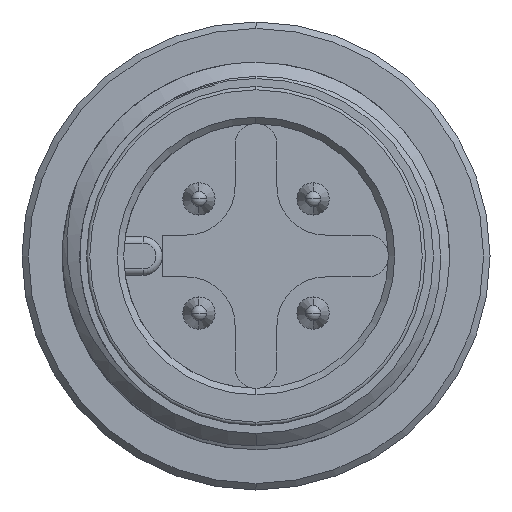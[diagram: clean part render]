
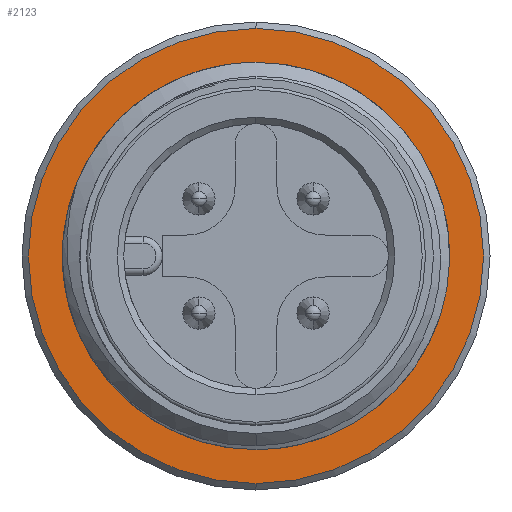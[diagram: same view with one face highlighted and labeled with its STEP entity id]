
A CAD part, left-side view. The second image highlights one B-rep face of the part: STEP entity #2123.
In plain terms, the highlighted planar face has unit normal (-1, 0, 0).
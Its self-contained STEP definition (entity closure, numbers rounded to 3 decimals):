
#7 = DIRECTION ( 'NONE',  ( 0., 0., -1. ) ) ;
#64 = DIRECTION ( 'NONE',  ( 0., 0., 1. ) ) ;
#220 = DIRECTION ( 'NONE',  ( -1., 0., 0. ) ) ;
#618 = DIRECTION ( 'NONE',  ( -1., 0., 0. ) ) ;
#946 = AXIS2_PLACEMENT_3D ( 'NONE', #4173, #5123, #7 ) ;
#1020 = FACE_BOUND ( 'NONE', #5005, .T. ) ;
#1110 = ORIENTED_EDGE ( 'NONE', *, *, #3609, .T. ) ;
#1166 = EDGE_CURVE ( 'NONE', #5973, #2997, #2094, .T. ) ;
#1199 = DIRECTION ( 'NONE',  ( -1., 0., 0. ) ) ;
#1344 = PLANE ( 'NONE',  #946 ) ;
#1448 = CARTESIAN_POINT ( 'NONE',  ( 7.3, 0., 7.05 ) ) ;
#1468 = FACE_OUTER_BOUND ( 'NONE', #4108, .T. ) ;
#1643 = CARTESIAN_POINT ( 'NONE',  ( 7.3, 0., 0. ) ) ;
#2094 = CIRCLE ( 'NONE', #2782, 6. ) ;
#2123 = ADVANCED_FACE ( 'NONE', ( #1468, #1020 ), #1344, .F. ) ;
#2255 = VERTEX_POINT ( 'NONE', #5260 ) ;
#2436 = EDGE_CURVE ( 'NONE', #5578, #2255, #5305, .T. ) ;
#2574 = ORIENTED_EDGE ( 'NONE', *, *, #2436, .T. ) ;
#2577 = CARTESIAN_POINT ( 'NONE',  ( 7.3, 0., 0. ) ) ;
#2604 = DIRECTION ( 'NONE',  ( -1., 0., 0. ) ) ;
#2714 = AXIS2_PLACEMENT_3D ( 'NONE', #1643, #2604, #5965 ) ;
#2782 = AXIS2_PLACEMENT_3D ( 'NONE', #3888, #618, #64 ) ;
#2997 = VERTEX_POINT ( 'NONE', #5907 ) ;
#3609 = EDGE_CURVE ( 'NONE', #2255, #5578, #5296, .T. ) ;
#3678 = EDGE_CURVE ( 'NONE', #2997, #5973, #4074, .T. ) ;
#3888 = CARTESIAN_POINT ( 'NONE',  ( 7.3, 0., 0. ) ) ;
#4020 = AXIS2_PLACEMENT_3D ( 'NONE', #4963, #1199, #4514 ) ;
#4074 = CIRCLE ( 'NONE', #4020, 6. ) ;
#4108 = EDGE_LOOP ( 'NONE', ( #1110, #2574 ) ) ;
#4173 = CARTESIAN_POINT ( 'NONE',  ( 7.3, 6., 0. ) ) ;
#4254 = CARTESIAN_POINT ( 'NONE',  ( 7.3, 0., 6. ) ) ;
#4514 = DIRECTION ( 'NONE',  ( 0., 0., 1. ) ) ;
#4963 = CARTESIAN_POINT ( 'NONE',  ( 7.3, 0., 0. ) ) ;
#5005 = EDGE_LOOP ( 'NONE', ( #6074, #5651 ) ) ;
#5123 = DIRECTION ( 'NONE',  ( 1., 0., 0. ) ) ;
#5149 = AXIS2_PLACEMENT_3D ( 'NONE', #2577, #220, #5873 ) ;
#5260 = CARTESIAN_POINT ( 'NONE',  ( 7.3, 0., -7.05 ) ) ;
#5296 = CIRCLE ( 'NONE', #2714, 7.05 ) ;
#5305 = CIRCLE ( 'NONE', #5149, 7.05 ) ;
#5578 = VERTEX_POINT ( 'NONE', #1448 ) ;
#5651 = ORIENTED_EDGE ( 'NONE', *, *, #3678, .F. ) ;
#5873 = DIRECTION ( 'NONE',  ( 0., 0., -1. ) ) ;
#5907 = CARTESIAN_POINT ( 'NONE',  ( 7.3, 0., -6. ) ) ;
#5965 = DIRECTION ( 'NONE',  ( 0., 0., -1. ) ) ;
#5973 = VERTEX_POINT ( 'NONE', #4254 ) ;
#6074 = ORIENTED_EDGE ( 'NONE', *, *, #1166, .F. ) ;
